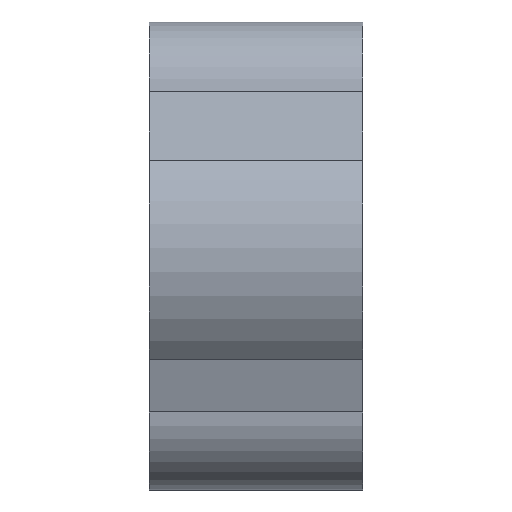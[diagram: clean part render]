
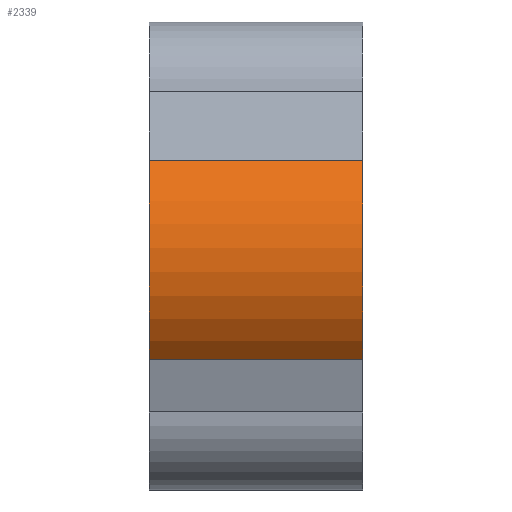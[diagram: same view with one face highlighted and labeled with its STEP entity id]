
A CAD part, left-side view. The second image highlights one B-rep face of the part: STEP entity #2339.
In plain terms, the highlighted cylindrical face has radius 9.5 mm (diameter 19 mm), a partial arc.
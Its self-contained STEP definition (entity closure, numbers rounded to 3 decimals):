
#253=CARTESIAN_POINT('',(1.048,-20.048,37.222));
#254=VERTEX_POINT('',#253);
#261=CARTESIAN_POINT('',(1.162,-20.048,24.208));
#262=VERTEX_POINT('',#261);
#263=CARTESIAN_POINT('',(8.026,-20.048,30.776));
#264=DIRECTION('',(-0.,-1.,-0.));
#265=DIRECTION('',(0.,-0.,1.));
#266=AXIS2_PLACEMENT_3D('',#263,#264,#265);
#267=CIRCLE('',#266,9.5);
#268=EDGE_CURVE('',#254,#262,#267,.T.);
#625=CARTESIAN_POINT('',(1.162,-6.074,24.208));
#626=VERTEX_POINT('',#625);
#633=CARTESIAN_POINT('',(1.048,-6.074,37.222));
#634=VERTEX_POINT('',#633);
#635=CARTESIAN_POINT('',(8.026,-6.074,30.776));
#636=DIRECTION('',(-0.,-1.,-0.));
#637=DIRECTION('',(0.,-0.,1.));
#638=AXIS2_PLACEMENT_3D('',#635,#636,#637);
#639=CIRCLE('',#638,9.5);
#640=EDGE_CURVE('',#634,#626,#639,.T.);
#1487=CARTESIAN_POINT('',(1.048,-20.048,37.222));
#1488=DIRECTION('',(0.,1.,0.));
#1489=VECTOR('',#1488,13.974);
#1490=LINE('',#1487,#1489);
#1491=EDGE_CURVE('',#254,#634,#1490,.T.);
#2285=CARTESIAN_POINT('',(1.162,-20.048,24.208));
#2286=DIRECTION('',(-0.,1.,-0.));
#2287=VECTOR('',#2286,13.974);
#2288=LINE('',#2285,#2287);
#2289=EDGE_CURVE('',#262,#626,#2288,.T.);
#2328=CARTESIAN_POINT('',(8.026,-20.058,30.776));
#2329=DIRECTION('',(0.,1.,0.));
#2330=DIRECTION('',(0.,-0.,1.));
#2331=AXIS2_PLACEMENT_3D('',#2328,#2329,#2330);
#2332=CYLINDRICAL_SURFACE('',#2331,9.5);
#2333=ORIENTED_EDGE('',*,*,#268,.F.);
#2334=ORIENTED_EDGE('',*,*,#1491,.T.);
#2335=ORIENTED_EDGE('',*,*,#640,.T.);
#2336=ORIENTED_EDGE('',*,*,#2289,.F.);
#2337=EDGE_LOOP('',(#2333,#2334,#2335,#2336));
#2338=FACE_BOUND('',#2337,.T.);
#2339=ADVANCED_FACE('',(#2338),#2332,.T.);
